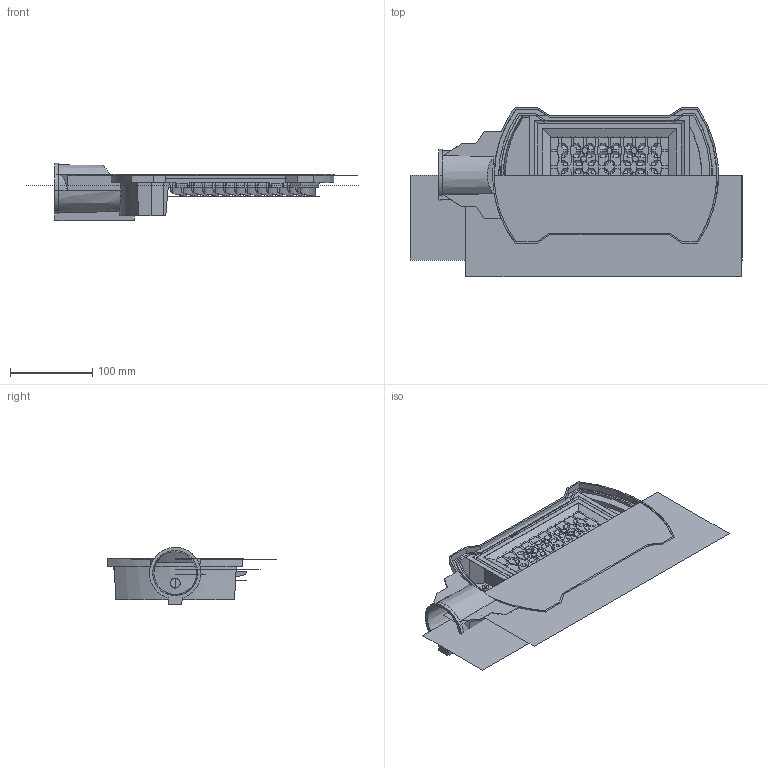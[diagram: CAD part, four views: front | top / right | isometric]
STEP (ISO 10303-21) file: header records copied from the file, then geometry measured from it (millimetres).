
FILE_DESCRIPTION((''),'2;1');
FILE_NAME('DS-4-1-2','2010-05-10T',('Administrator'),(''),'PRO/ENGINEER BY PARAMETRIC TECHNOLOGY CORPORATION, 2010100','PRO/ENGINEER BY PARAMETRIC TECHNOLOGY CORPORATION, 2010100','');
FILE_SCHEMA(('CONFIG_CONTROL_DESIGN'));
Products named in the file (1): DS-4-1-2
Bounding box: 403.9 x 205.83 x 69.8 mm (x, y, z)
Volume: 235775.4 mm3; surface area: 453063.9 mm2
Topology: 1 solids, 12 shells, 2101 faces, 5364 edges, 3482 vertices
Faces by surface type: plane 1715, cylinder 239, cone 91, bspline 54, extrusion 2
Entity records: 68077 total; most frequent: CARTESIAN_POINT 17361, ORIENTED_EDGE 10646, DIRECTION 9617, EDGE_CURVE 5364, VECTOR 4421, LINE 4419, VERTEX_POINT 3482, AXIS2_PLACEMENT_3D 2598
